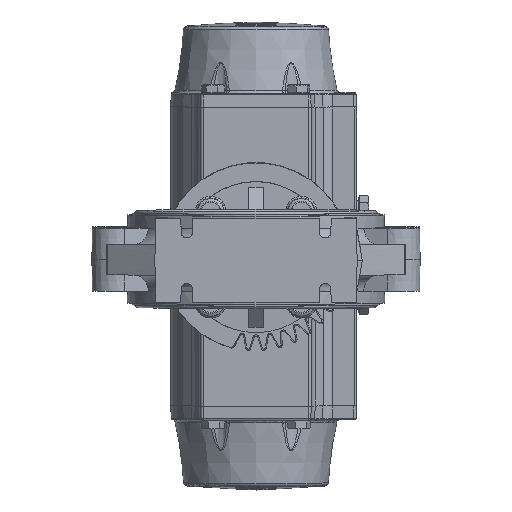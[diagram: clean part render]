
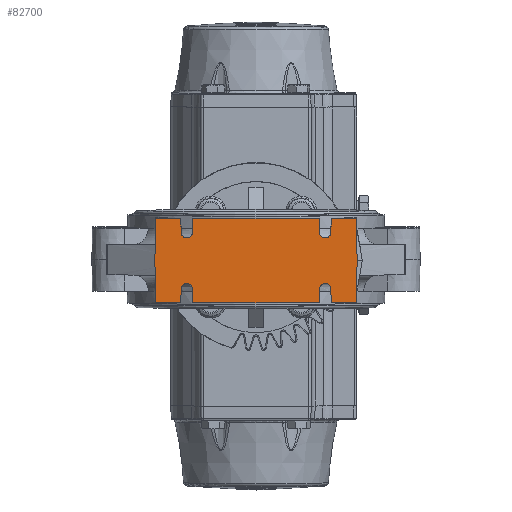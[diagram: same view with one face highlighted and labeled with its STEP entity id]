
A CAD part, front view. The second image highlights one B-rep face of the part: STEP entity #82700.
In plain terms, the highlighted planar face has unit normal (0, -1, -0.009).
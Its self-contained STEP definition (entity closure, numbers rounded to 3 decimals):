
#73942=CARTESIAN_POINT('',(-103.942,-299.622,205.41));
#73943=VERTEX_POINT('',#73942);
#73960=CARTESIAN_POINT('',(-103.721,-299.723,216.409));
#73961=VERTEX_POINT('',#73960);
#73968=CARTESIAN_POINT('',(-103.942,-299.622,205.41));
#73969=DIRECTION('',(0.02,-0.009,1.));
#73970=VECTOR('',#73969,11.002);
#73971=LINE('',#73968,#73970);
#73972=EDGE_CURVE('',#73943,#73961,#73971,.T.);
#73991=CARTESIAN_POINT('',(-204.502,-299.622,205.41));
#73992=VERTEX_POINT('',#73991);
#73993=CARTESIAN_POINT('',(-204.502,-299.622,205.41));
#73994=DIRECTION('',(1.0,0.0,0.0));
#73995=VECTOR('',#73994,100.56);
#73996=LINE('',#73993,#73995);
#73997=EDGE_CURVE('',#73992,#73943,#73996,.T.);
#74013=CARTESIAN_POINT('',(-204.723,-299.723,216.409));
#74014=VERTEX_POINT('',#74013);
#74030=CARTESIAN_POINT('',(-204.723,-299.723,216.409));
#74031=DIRECTION('',(0.02,0.009,-1.));
#74032=VECTOR('',#74031,11.002);
#74033=LINE('',#74030,#74032);
#74034=EDGE_CURVE('',#74014,#73992,#74033,.T.);
#74046=CARTESIAN_POINT('',(-213.942,-299.622,205.41));
#74047=VERTEX_POINT('',#74046);
#74062=CARTESIAN_POINT('',(-213.721,-299.723,216.409));
#74063=VERTEX_POINT('',#74062);
#74070=CARTESIAN_POINT('',(-213.942,-299.622,205.41));
#74071=DIRECTION('',(0.02,-0.009,1.));
#74072=VECTOR('',#74071,11.002);
#74073=LINE('',#74070,#74072);
#74074=EDGE_CURVE('',#74047,#74063,#74073,.T.);
#74093=CARTESIAN_POINT('',(-234.222,-299.622,205.41));
#74094=VERTEX_POINT('',#74093);
#74095=CARTESIAN_POINT('',(-213.942,-299.622,205.41));
#74096=DIRECTION('',(-1.0,0.0,0.0));
#74097=VECTOR('',#74096,20.28);
#74098=LINE('',#74095,#74097);
#74099=EDGE_CURVE('',#74047,#74094,#74098,.T.);
#75515=CARTESIAN_POINT('',(-94.502,-300.237,272.407));
#75516=VERTEX_POINT('',#75515);
#75523=CARTESIAN_POINT('',(-74.222,-300.237,272.407));
#75524=VERTEX_POINT('',#75523);
#75525=CARTESIAN_POINT('',(-94.502,-300.237,272.407));
#75526=DIRECTION('',(1.0,0.0,0.0));
#75527=VECTOR('',#75526,20.28);
#75528=LINE('',#75525,#75527);
#75529=EDGE_CURVE('',#75516,#75524,#75528,.T.);
#75571=CARTESIAN_POINT('',(-94.723,-300.136,261.407));
#75572=VERTEX_POINT('',#75571);
#75579=CARTESIAN_POINT('',(-94.502,-300.237,272.407));
#75580=DIRECTION('',(-0.02,0.009,-1.));
#75581=VECTOR('',#75580,11.002);
#75582=LINE('',#75579,#75581);
#75583=EDGE_CURVE('',#75516,#75572,#75582,.T.);
#77097=CARTESIAN_POINT('',(-234.514,-299.929,238.908));
#77098=VERTEX_POINT('',#77097);
#77105=CARTESIAN_POINT('',(-234.222,-300.237,272.407));
#77106=VERTEX_POINT('',#77105);
#77107=CARTESIAN_POINT('',(-234.222,-300.237,272.407));
#77108=DIRECTION('',(-0.009,0.009,-1.));
#77109=VECTOR('',#77108,33.501);
#77110=LINE('',#77107,#77109);
#77111=EDGE_CURVE('',#77106,#77098,#77110,.T.);
#77136=CARTESIAN_POINT('',(-213.942,-300.237,272.407));
#77137=VERTEX_POINT('',#77136);
#77138=CARTESIAN_POINT('',(-234.222,-300.237,272.407));
#77139=DIRECTION('',(1.0,0.0,0.0));
#77140=VECTOR('',#77139,20.28);
#77141=LINE('',#77138,#77140);
#77142=EDGE_CURVE('',#77106,#77137,#77141,.T.);
#77186=CARTESIAN_POINT('',(-213.721,-300.136,261.407));
#77187=VERTEX_POINT('',#77186);
#77201=CARTESIAN_POINT('',(-213.721,-300.136,261.407));
#77202=DIRECTION('',(-0.02,-0.009,1.));
#77203=VECTOR('',#77202,11.002);
#77204=LINE('',#77201,#77203);
#77205=EDGE_CURVE('',#77187,#77137,#77204,.T.);
#77217=CARTESIAN_POINT('',(-204.502,-300.237,272.407));
#77218=VERTEX_POINT('',#77217);
#77233=CARTESIAN_POINT('',(-204.723,-300.136,261.407));
#77234=VERTEX_POINT('',#77233);
#77241=CARTESIAN_POINT('',(-204.502,-300.237,272.407));
#77242=DIRECTION('',(-0.02,0.009,-1.));
#77243=VECTOR('',#77242,11.002);
#77244=LINE('',#77241,#77243);
#77245=EDGE_CURVE('',#77218,#77234,#77244,.T.);
#77255=CARTESIAN_POINT('',(-103.942,-300.237,272.407));
#77256=VERTEX_POINT('',#77255);
#77257=CARTESIAN_POINT('',(-103.942,-300.237,272.407));
#77258=DIRECTION('',(-1.0,0.0,0.0));
#77259=VECTOR('',#77258,100.56);
#77260=LINE('',#77257,#77259);
#77261=EDGE_CURVE('',#77256,#77218,#77260,.T.);
#77288=CARTESIAN_POINT('',(-103.721,-300.136,261.407));
#77289=VERTEX_POINT('',#77288);
#77303=CARTESIAN_POINT('',(-103.721,-300.136,261.407));
#77304=DIRECTION('',(-0.02,-0.009,1.));
#77305=VECTOR('',#77304,11.002);
#77306=LINE('',#77303,#77305);
#77307=EDGE_CURVE('',#77289,#77256,#77306,.T.);
#82521=CARTESIAN_POINT('',(-74.222,-299.622,205.41));
#82522=VERTEX_POINT('',#82521);
#82564=CARTESIAN_POINT('',(-73.929,-299.929,238.908));
#82565=VERTEX_POINT('',#82564);
#82572=CARTESIAN_POINT('',(-74.222,-299.622,205.41));
#82573=DIRECTION('',(0.009,-0.009,1.));
#82574=VECTOR('',#82573,33.501);
#82575=LINE('',#82572,#82574);
#82576=EDGE_CURVE('',#82522,#82565,#82575,.T.);
#82586=CARTESIAN_POINT('',(-94.502,-299.622,205.41));
#82587=VERTEX_POINT('',#82586);
#82588=CARTESIAN_POINT('',(-74.222,-299.622,205.41));
#82589=DIRECTION('',(-1.0,0.0,0.0));
#82590=VECTOR('',#82589,20.28);
#82591=LINE('',#82588,#82590);
#82592=EDGE_CURVE('',#82522,#82587,#82591,.T.);
#82618=CARTESIAN_POINT('',(-94.723,-299.723,216.409));
#82619=VERTEX_POINT('',#82618);
#82628=CARTESIAN_POINT('',(-94.723,-299.723,216.409));
#82629=DIRECTION('',(0.02,0.009,-1.));
#82630=VECTOR('',#82629,11.002);
#82631=LINE('',#82628,#82630);
#82632=EDGE_CURVE('',#82619,#82587,#82631,.T.);
#82637=CARTESIAN_POINT('',(-154.222,-299.929,238.908));
#82638=DIRECTION('',(0.,1.,0.009));
#82639=DIRECTION('',(1.0,0.0,0.0));
#82640=AXIS2_PLACEMENT_3D('',#82637,#82638,#82639);
#82641=PLANE('',#82640);
#82642=ORIENTED_EDGE('',*,*,#82632,.T.);
#82643=ORIENTED_EDGE('',*,*,#82592,.F.);
#82644=ORIENTED_EDGE('',*,*,#82576,.T.);
#82645=CARTESIAN_POINT('',(-73.929,-299.929,238.908));
#82646=DIRECTION('',(-0.009,-0.009,1.));
#82647=VECTOR('',#82646,33.501);
#82648=LINE('',#82645,#82647);
#82649=EDGE_CURVE('',#82565,#75524,#82648,.T.);
#82650=ORIENTED_EDGE('',*,*,#82649,.T.);
#82651=ORIENTED_EDGE('',*,*,#75529,.F.);
#82652=ORIENTED_EDGE('',*,*,#75583,.T.);
#82653=CARTESIAN_POINT('',(-99.222,-300.137,261.498));
#82654=DIRECTION('',(0.,1.,0.009));
#82655=DIRECTION('',(1.,0.,-0.02));
#82656=AXIS2_PLACEMENT_3D('',#82653,#82654,#82655);
#82657=CIRCLE('',#82656,4.5);
#82658=EDGE_CURVE('',#75572,#77289,#82657,.T.);
#82659=ORIENTED_EDGE('',*,*,#82658,.T.);
#82660=ORIENTED_EDGE('',*,*,#77307,.T.);
#82661=ORIENTED_EDGE('',*,*,#77261,.T.);
#82662=ORIENTED_EDGE('',*,*,#77245,.T.);
#82663=CARTESIAN_POINT('',(-209.222,-300.137,261.498));
#82664=DIRECTION('',(0.,1.,0.009));
#82665=DIRECTION('',(1.,0.,-0.02));
#82666=AXIS2_PLACEMENT_3D('',#82663,#82664,#82665);
#82667=CIRCLE('',#82666,4.5);
#82668=EDGE_CURVE('',#77234,#77187,#82667,.T.);
#82669=ORIENTED_EDGE('',*,*,#82668,.T.);
#82670=ORIENTED_EDGE('',*,*,#77205,.T.);
#82671=ORIENTED_EDGE('',*,*,#77142,.F.);
#82672=ORIENTED_EDGE('',*,*,#77111,.T.);
#82673=CARTESIAN_POINT('',(-234.514,-299.929,238.908));
#82674=DIRECTION('',(0.009,0.009,-1.));
#82675=VECTOR('',#82674,33.501);
#82676=LINE('',#82673,#82675);
#82677=EDGE_CURVE('',#77098,#74094,#82676,.T.);
#82678=ORIENTED_EDGE('',*,*,#82677,.T.);
#82679=ORIENTED_EDGE('',*,*,#74099,.F.);
#82680=ORIENTED_EDGE('',*,*,#74074,.T.);
#82681=CARTESIAN_POINT('',(-209.222,-299.722,216.319));
#82682=DIRECTION('',(0.,1.,0.009));
#82683=DIRECTION('',(-1.,0.,0.02));
#82684=AXIS2_PLACEMENT_3D('',#82681,#82682,#82683);
#82685=CIRCLE('',#82684,4.5);
#82686=EDGE_CURVE('',#74063,#74014,#82685,.T.);
#82687=ORIENTED_EDGE('',*,*,#82686,.T.);
#82688=ORIENTED_EDGE('',*,*,#74034,.T.);
#82689=ORIENTED_EDGE('',*,*,#73997,.T.);
#82690=ORIENTED_EDGE('',*,*,#73972,.T.);
#82691=CARTESIAN_POINT('',(-99.222,-299.722,216.319));
#82692=DIRECTION('',(0.,1.,0.009));
#82693=DIRECTION('',(-1.,0.,0.02));
#82694=AXIS2_PLACEMENT_3D('',#82691,#82692,#82693);
#82695=CIRCLE('',#82694,4.5);
#82696=EDGE_CURVE('',#73961,#82619,#82695,.T.);
#82697=ORIENTED_EDGE('',*,*,#82696,.T.);
#82698=EDGE_LOOP('',(#82642,#82643,#82644,#82650,#82651,#82652,#82659,#82660,#82661,#82662,#82669,#82670,#82671,#82672,#82678,#82679,#82680,#82687,#82688,#82689,#82690,#82697));
#82699=FACE_OUTER_BOUND('',#82698,.T.);
#82700=ADVANCED_FACE('',(#82699),#82641,.F.);
